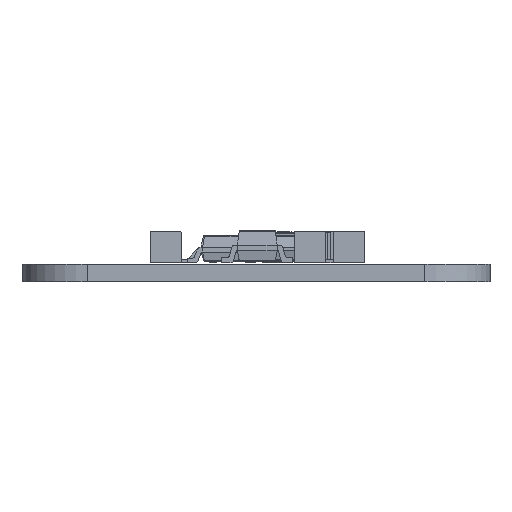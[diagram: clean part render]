
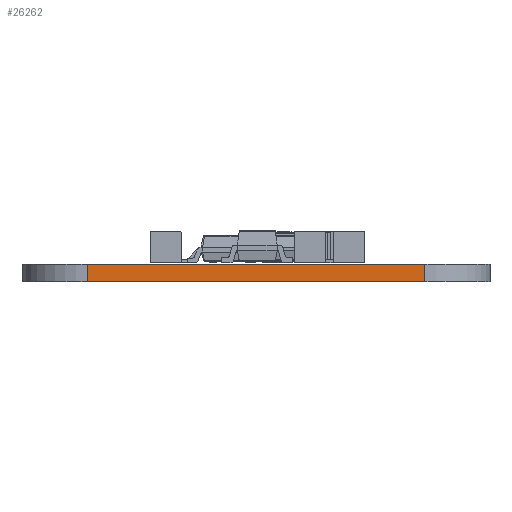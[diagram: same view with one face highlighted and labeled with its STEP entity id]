
A CAD part, front view. The second image highlights one B-rep face of the part: STEP entity #26262.
In plain terms, the highlighted planar face has unit normal (0, -1, 0).
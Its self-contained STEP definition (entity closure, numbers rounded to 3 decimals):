
#24648 = VERTEX_POINT('',#24649);
#24649 = CARTESIAN_POINT('',(0.836,-81.354,0.));
#24656 = EDGE_CURVE('',#24657,#24648,#24659,.T.);
#24657 = VERTEX_POINT('',#24658);
#24658 = CARTESIAN_POINT('',(14.404,-81.354,0.));
#24659 = LINE('',#24660,#24661);
#24660 = CARTESIAN_POINT('',(14.404,-81.354,0.));
#24661 = VECTOR('',#24662,1.);
#24662 = DIRECTION('',(-1.,0.,0.));
#25437 = VERTEX_POINT('',#25438);
#25438 = CARTESIAN_POINT('',(0.836,-81.354,0.7));
#25445 = EDGE_CURVE('',#25446,#25437,#25448,.T.);
#25446 = VERTEX_POINT('',#25447);
#25447 = CARTESIAN_POINT('',(14.404,-81.354,0.7));
#25448 = LINE('',#25449,#25450);
#25449 = CARTESIAN_POINT('',(14.404,-81.354,0.7));
#25450 = VECTOR('',#25451,1.);
#25451 = DIRECTION('',(-1.,0.,0.));
#26234 = EDGE_CURVE('',#24657,#25446,#26235,.T.);
#26235 = LINE('',#26236,#26237);
#26236 = CARTESIAN_POINT('',(14.404,-81.354,0.));
#26237 = VECTOR('',#26238,1.);
#26238 = DIRECTION('',(0.,0.,1.));
#26262 = ADVANCED_FACE('',(#26263),#26274,.T.);
#26263 = FACE_BOUND('',#26264,.T.);
#26264 = EDGE_LOOP('',(#26265,#26266,#26267,#26273));
#26265 = ORIENTED_EDGE('',*,*,#26234,.T.);
#26266 = ORIENTED_EDGE('',*,*,#25445,.T.);
#26267 = ORIENTED_EDGE('',*,*,#26268,.F.);
#26268 = EDGE_CURVE('',#24648,#25437,#26269,.T.);
#26269 = LINE('',#26270,#26271);
#26270 = CARTESIAN_POINT('',(0.836,-81.354,0.));
#26271 = VECTOR('',#26272,1.);
#26272 = DIRECTION('',(0.,0.,1.));
#26273 = ORIENTED_EDGE('',*,*,#24656,.F.);
#26274 = PLANE('',#26275);
#26275 = AXIS2_PLACEMENT_3D('',#26276,#26277,#26278);
#26276 = CARTESIAN_POINT('',(14.404,-81.354,0.));
#26277 = DIRECTION('',(0.,-1.,0.));
#26278 = DIRECTION('',(-1.,0.,0.));
